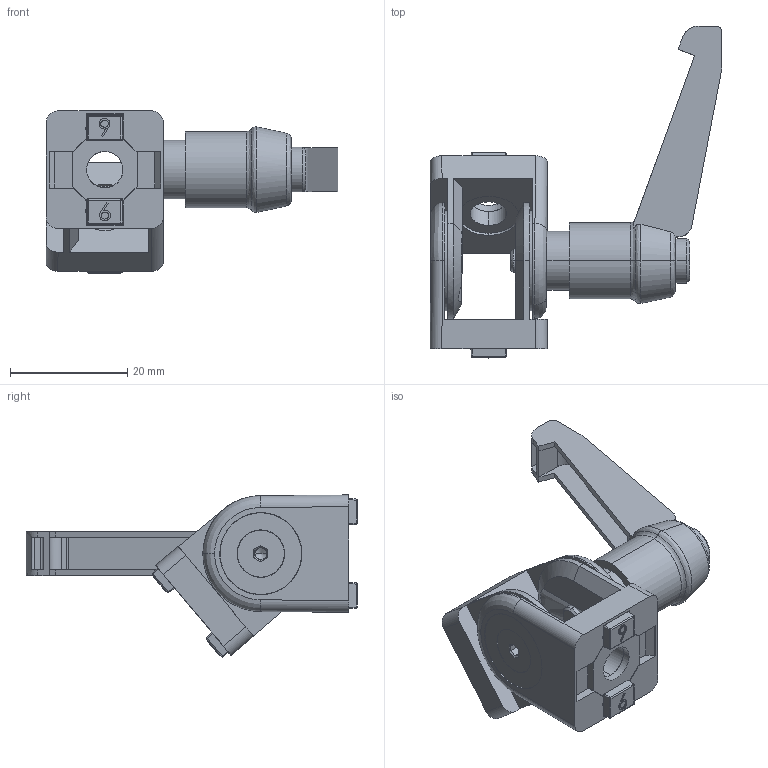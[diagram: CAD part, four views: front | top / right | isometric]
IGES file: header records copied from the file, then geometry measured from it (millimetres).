
Global section: file name: 322021; native system: Autodesk Inventor 2016; preprocessor: unknown; author: TraceParts; organization: TraceParts S.A.; date: 20180811.132815; units: millimetre
Bounding box: 49.73 x 56.55 x 27.62 mm (x, y, z)
Volume: 10407 mm3; surface area: 10976.2 mm2
Topology: 11 solids, 11 shells, 562 faces, 1363 edges, 849 vertices
Faces by surface type: bspline 562
